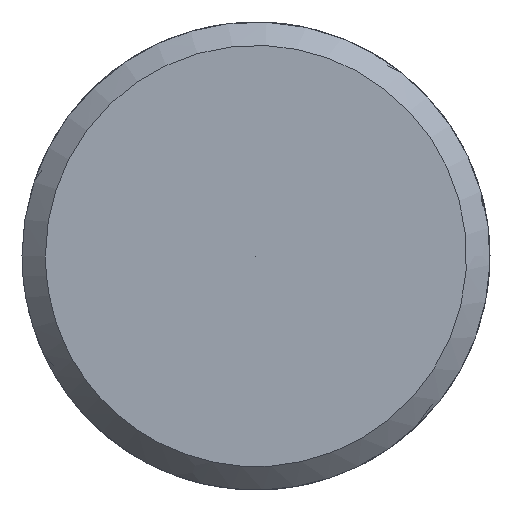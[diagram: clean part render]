
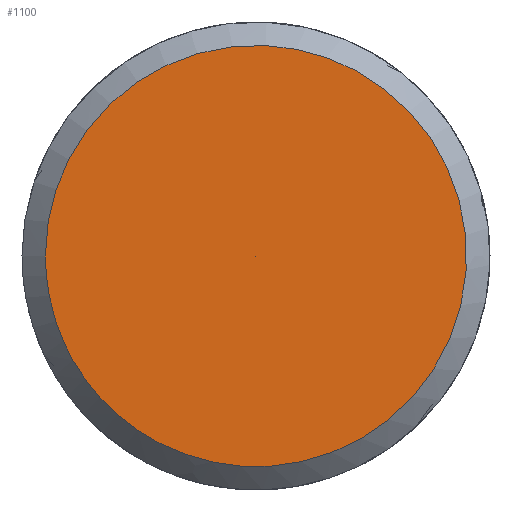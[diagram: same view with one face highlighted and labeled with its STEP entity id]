
A CAD part, left-side view. The second image highlights one B-rep face of the part: STEP entity #1100.
In plain terms, the highlighted free-form (B-spline) face has degree [5, 1] with [6, 2] control points.
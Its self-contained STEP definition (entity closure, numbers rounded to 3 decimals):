
#1028 = CARTESIAN_POINT ('', (-51., 2.25, 0.));
#1029 = VERTEX_POINT ('', #1028);
#1037 = CARTESIAN_POINT ('', (-51., 2.25, 0.));
#1038 = CARTESIAN_POINT ('', (-51., 2.25, 9.));
#1039 = CARTESIAN_POINT ('', (-51., -6.75, 4.5));
#1040 = CARTESIAN_POINT ('', (-51., -6.75, -4.5));
#1041 = CARTESIAN_POINT ('', (-51., 2.25, -9.));
#1042 = CARTESIAN_POINT ('', (-51., 2.25, 0.));
#1043 = (
   BOUNDED_CURVE ()
   B_SPLINE_CURVE (5, (#1037, #1038, #1039, #1040, #1041, #1042), .UNSPECIFIED., .T., .U.)
   B_SPLINE_CURVE_WITH_KNOTS ((6, 6), (0., 1.), .UNSPECIFIED.)
   CURVE ()
   GEOMETRIC_REPRESENTATION_ITEM ()
   RATIONAL_B_SPLINE_CURVE ((5., 1., 1., 1., 1., 5.))
   REPRESENTATION_ITEM ('')
);
#1044 = EDGE_CURVE ('', #1029, #1029, #1043, .T.);
#1076 = CARTESIAN_POINT ('', (-51., 0., 0.));
#1077 = VERTEX_POINT ('', #1076);
#1078 = CARTESIAN_POINT ('', (-51., 0., 0.));
#1079 = CARTESIAN_POINT ('', (-51., 2.25, 0.));
#1080 = B_SPLINE_CURVE_WITH_KNOTS ('', 1, (#1078, #1079), .UNSPECIFIED., .F., .U., (2, 2), (0., 1.), .UNSPECIFIED.);
#1081 = EDGE_CURVE ('', #1077, #1029, #1080, .T.);
#1082 = ORIENTED_EDGE ('', *, *, #1081, .F.);
#1083 = ORIENTED_EDGE ('', *, *, #1081, .T.);
#1084 = ORIENTED_EDGE ('', *, *, #1044, .F.);
#1085 = EDGE_LOOP ('', (#1082, #1083, #1084));
#1086 = FACE_OUTER_BOUND ('', #1085, .T.);
#1087 = CARTESIAN_POINT ('', (-51., 0., 0.));
#1088 = CARTESIAN_POINT ('', (-51., 2.25, 0.));
#1089 = CARTESIAN_POINT ('', (-51., 0., 0.));
#1090 = CARTESIAN_POINT ('', (-51., 2.25, 9.));
#1091 = CARTESIAN_POINT ('', (-51., 0., 0.));
#1092 = CARTESIAN_POINT ('', (-51., -6.75, 4.5));
#1093 = CARTESIAN_POINT ('', (-51., 0., 0.));
#1094 = CARTESIAN_POINT ('', (-51., -6.75, -4.5));
#1095 = CARTESIAN_POINT ('', (-51., 0., 0.));
#1096 = CARTESIAN_POINT ('', (-51., 2.25, -9.));
#1097 = CARTESIAN_POINT ('', (-51., 0., 0.));
#1098 = CARTESIAN_POINT ('', (-51., 2.25, 0.));
#1099 = (
   BOUNDED_SURFACE ()
   B_SPLINE_SURFACE (5, 1, ((#1087, #1088), (#1089, #1090), (#1091, #1092), (#1093, #1094), (#1095, #1096), (#1097, #1098)), .UNSPECIFIED., .T., .F., .U.)
   B_SPLINE_SURFACE_WITH_KNOTS ((6, 6), (2, 2), (0., 1.), (0., 1.), .UNSPECIFIED.)
   SURFACE ()
   GEOMETRIC_REPRESENTATION_ITEM ()
   RATIONAL_B_SPLINE_SURFACE (((5., 5.), (1., 1.), (1., 1.), (1., 1.), (1., 1.), (5., 5.)))
   REPRESENTATION_ITEM ('')
);
#1100 = ADVANCED_FACE ('', (#1086), #1099, .T.);
